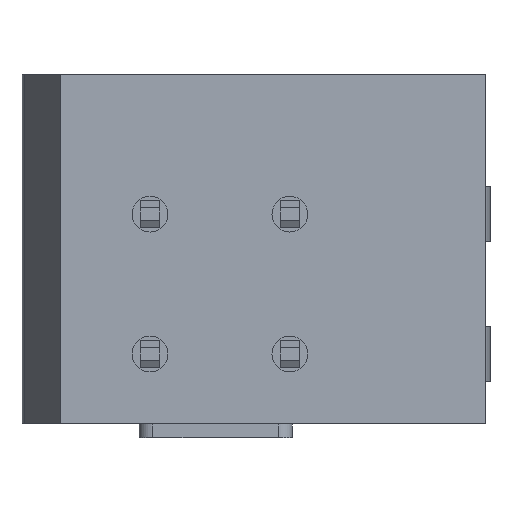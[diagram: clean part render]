
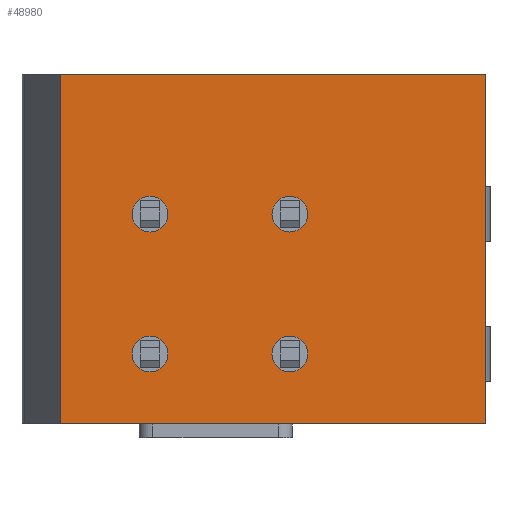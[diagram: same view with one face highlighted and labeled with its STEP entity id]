
A CAD part, front view. The second image highlights one B-rep face of the part: STEP entity #48980.
In plain terms, the highlighted planar face has unit normal (0, -1, 0).
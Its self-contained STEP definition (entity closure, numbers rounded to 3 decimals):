
#16960=CARTESIAN_POINT('',(78.117,-11.845,0.));
#16970=VERTEX_POINT('',#16960);
#17020=CARTESIAN_POINT('',(77.467,-11.845,0.));
#17030=DIRECTION('',(0.,-1.,0.));
#17040=DIRECTION('',(1.,0.,0.));
#17050=AXIS2_PLACEMENT_3D('',#17020,#17030,#17040);
#17060=CIRCLE('',#17050,0.65);
#17070=CARTESIAN_POINT('',(76.817,-11.845,
0.));
#17080=VERTEX_POINT('',#17070);
#17090=EDGE_CURVE('',#17080,#16970,#17060,.T.);
#20200=CARTESIAN_POINT('',(83.197,-11.845,0.));
#20210=VERTEX_POINT('',#20200);
#20260=CARTESIAN_POINT('',(82.547,-11.845,0.));
#20270=DIRECTION('',(0.,-1.,0.));
#20280=DIRECTION('',(1.,0.,0.));
#20290=AXIS2_PLACEMENT_3D('',#20260,#20270,#20280);
#20300=CIRCLE('',#20290,0.65);
#20310=CARTESIAN_POINT('',(81.897,-11.845,
0.));
#20320=VERTEX_POINT('',#20310);
#20330=EDGE_CURVE('',#20320,#20210,#20300,.T.);
#37280=CARTESIAN_POINT('',(89.667,-11.845,-7.62));
#37290=VERTEX_POINT('',#37280);
#37320=CARTESIAN_POINT('',(89.667,-11.845,-5.08));
#37330=DIRECTION('',(0.,0.,1.));
#37340=VECTOR('',#37330,1.);
#37350=LINE('',#37320,#37340);
#37360=CARTESIAN_POINT('',(89.667,-11.845,5.08));
#37370=VERTEX_POINT('',#37360);
#37380=EDGE_CURVE('',#37290,#37370,#37350,.T.);
#37570=CARTESIAN_POINT('',(89.667,-11.845,5.08));
#37580=DIRECTION('',(-1.,0.,0.));
#37590=VECTOR('',#37580,1.);
#37600=LINE('',#37570,#37590);
#37610=CARTESIAN_POINT('',(74.217,-11.845,5.08));
#37620=VERTEX_POINT('',#37610);
#37630=EDGE_CURVE('',#37370,#37620,#37600,.T.);
#39440=CARTESIAN_POINT('',(74.217,-11.845,-7.62));
#39450=VERTEX_POINT('',#39440);
#39480=CARTESIAN_POINT('',(89.667,-11.845,-7.62));
#39490=DIRECTION('',(-1.,0.,0.));
#39500=VECTOR('',#39490,1.);
#39510=LINE('',#39480,#39500);
#39520=EDGE_CURVE('',#37290,#39450,#39510,.T.);
#48290=CARTESIAN_POINT('',(74.217,-11.845,0.));
#48300=DIRECTION('',(0.,0.,1.));
#48310=VECTOR('',#48300,1.);
#48320=LINE('',#48290,#48310);
#48330=EDGE_CURVE('',#39450,#37620,#48320,.T.);
#48470=CARTESIAN_POINT('',(75.817,-11.845,-5.08));
#48480=DIRECTION('',(-0.,-1.,-0.));
#48490=DIRECTION('',(-1.,0.,0.));
#48500=AXIS2_PLACEMENT_3D('',#48470,#48480,#48490);
#48510=PLANE('',#48500);
#48520=ORIENTED_EDGE('',*,*,#37630,.T.);
#48530=ORIENTED_EDGE('',*,*,#37380,.T.);
#48540=ORIENTED_EDGE('',*,*,#39520,.F.);
#48550=ORIENTED_EDGE('',*,*,#48330,.F.);
#48560=EDGE_LOOP('',(#48550,#48540,#48530,#48520));
#48570=FACE_OUTER_BOUND('',#48560,.T.);
#48580=CARTESIAN_POINT('',(77.467,-11.845,-5.08));
#48590=DIRECTION('',(0.,-1.,0.));
#48600=DIRECTION('',(1.,0.,0.));
#48610=AXIS2_PLACEMENT_3D('',#48580,#48590,#48600);
#48620=CIRCLE('',#48610,0.65);
#48630=CARTESIAN_POINT('',(78.117,-11.845,-5.08));
#48640=VERTEX_POINT('',#48630);
#48650=CARTESIAN_POINT('',(76.817,-11.845,-5.08));
#48660=VERTEX_POINT('',#48650);
#48670=EDGE_CURVE('',#48640,#48660,#48620,.T.);
#48680=ORIENTED_EDGE('',*,*,#48670,.F.);
#48690=EDGE_CURVE('',#48660,#48640,#48620,.T.);
#48700=ORIENTED_EDGE('',*,*,#48690,.F.);
#48710=EDGE_LOOP('',(#48700,#48680));
#48720=FACE_BOUND('',#48710,.T.);
#48730=CARTESIAN_POINT('',(82.547,-11.845,-5.08));
#48740=DIRECTION('',(0.,-1.,0.));
#48750=DIRECTION('',(1.,0.,0.));
#48760=AXIS2_PLACEMENT_3D('',#48730,#48740,#48750);
#48770=CIRCLE('',#48760,0.65);
#48780=CARTESIAN_POINT('',(83.197,-11.845,-5.08));
#48790=VERTEX_POINT('',#48780);
#48800=CARTESIAN_POINT('',(81.897,-11.845,-5.08));
#48810=VERTEX_POINT('',#48800);
#48820=EDGE_CURVE('',#48790,#48810,#48770,.T.);
#48830=ORIENTED_EDGE('',*,*,#48820,.F.);
#48840=EDGE_CURVE('',#48810,#48790,#48770,.T.);
#48850=ORIENTED_EDGE('',*,*,#48840,.F.);
#48860=EDGE_LOOP('',(#48850,#48830));
#48870=FACE_BOUND('',#48860,.T.);
#48880=EDGE_CURVE('',#16970,#17080,#17060,.T.);
#48890=ORIENTED_EDGE('',*,*,#48880,.F.);
#48900=ORIENTED_EDGE('',*,*,#17090,.F.);
#48910=EDGE_LOOP('',(#48900,#48890));
#48920=FACE_BOUND('',#48910,.T.);
#48930=EDGE_CURVE('',#20210,#20320,#20300,.T.);
#48940=ORIENTED_EDGE('',*,*,#48930,.F.);
#48950=ORIENTED_EDGE('',*,*,#20330,.F.);
#48960=EDGE_LOOP('',(#48950,#48940));
#48970=FACE_BOUND('',#48960,.T.);
#48980=ADVANCED_FACE('',(#48570,#48720,#48870,#48920,#48970),#48510,.T.)
;
